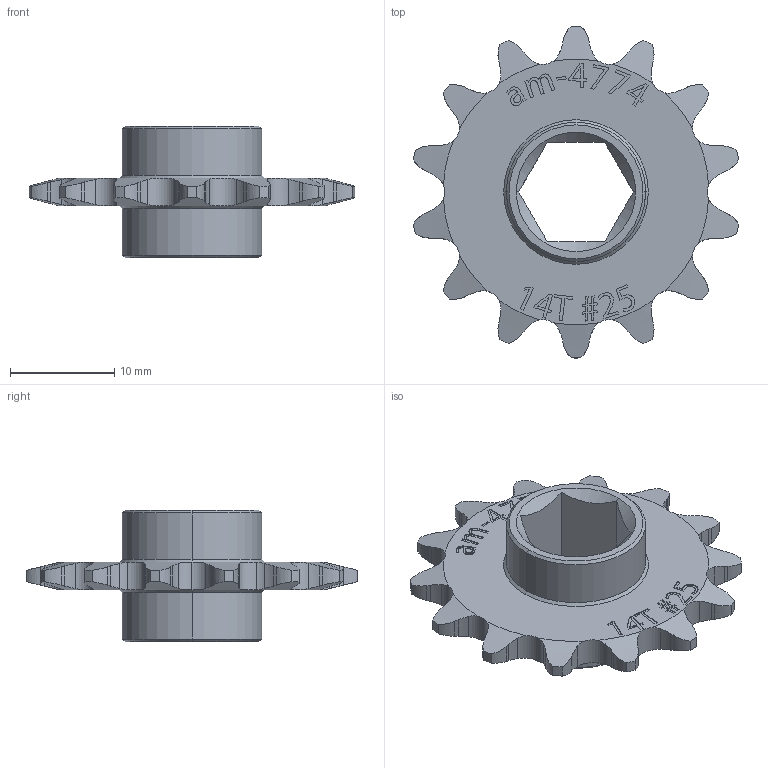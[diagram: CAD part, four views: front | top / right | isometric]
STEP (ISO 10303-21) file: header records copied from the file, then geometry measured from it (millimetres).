
FILE_DESCRIPTION (( 'STEP AP203' ), '1' );
FILE_NAME ('am-4774 14T 25 Chain 375in Hex Symmetrical.STEP', '2022-08-02T13:13:44', ( '' ), ( '' ), 'SwSTEP 2.0', 'SolidWorks 2022', '' );
FILE_SCHEMA (( 'CONFIG_CONTROL_DESIGN' ));
Length unit declared in the file: inch
Products named in the file (1): am-4774 14T 25 Chain 375in Hex Symmetrical
Bounding box: 31.17 x 31.78 x 12.57 mm (x, y, z)
Volume: 1956 mm3; surface area: 2147.2 mm2
Topology: 1 solids, 1 shells, 386 faces, 1080 edges, 716 vertices
Faces by surface type: plane 206, cylinder 95, bspline 45, cone 40
Entity records: 14635 total; most frequent: CARTESIAN_POINT 5312, ORIENTED_EDGE 2160, DIRECTION 1532, EDGE_CURVE 1080, VERTEX_POINT 716, VECTOR 636, LINE 636, AXIS2_PLACEMENT_3D 448
